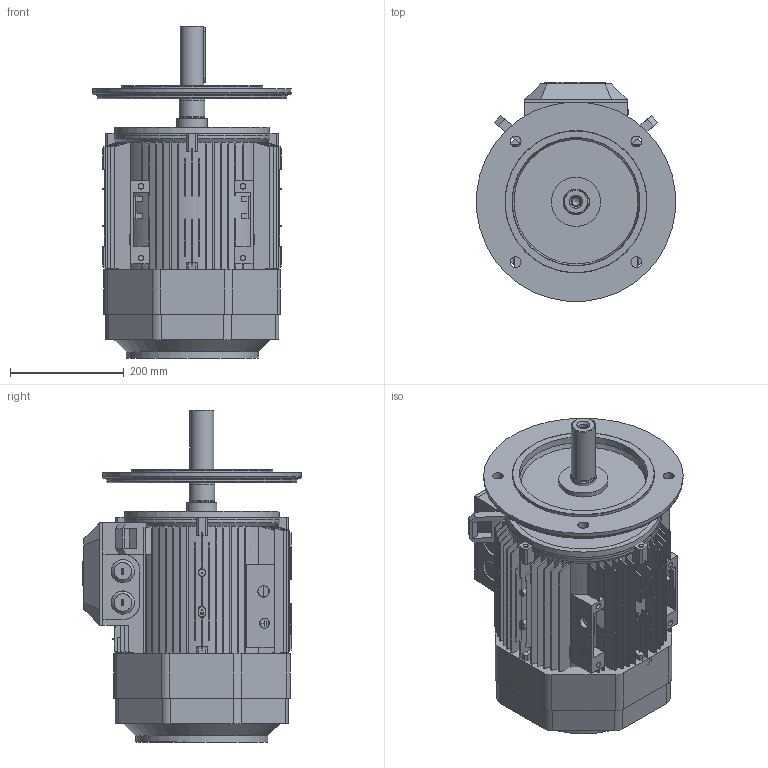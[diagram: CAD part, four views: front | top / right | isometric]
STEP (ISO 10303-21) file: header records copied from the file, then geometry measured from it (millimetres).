
FILE_DESCRIPTION(/* description */ (''),/* implementation_level */ '2;1');
FILE_NAME(/* name */ 'M2AA IE2 160 SHORT B5.stp',/* time_stamp */ '2015-07-07T10:46:15+02:00',/* author */ (''),/* organization */ (''),/* preprocessor_version */ 'ST-DEVELOPER v14',/* originating_system */ 'SIEMENS PLM Software NX 8.0',/* authorisation */ '');
FILE_SCHEMA (('AUTOMOTIVE_DESIGN { 1 0 10303 214 3 1 1 1 }'));
Products named in the file (1): M2AA IE2 160 SHORT B5_igs
Bounding box: 349.71 x 384.51 x 583.75 mm (x, y, z)
Volume: 16623942.6 mm3; surface area: 1762402.6 mm2
Topology: 15 solids, 1082 shells, 1266 faces, 5718 edges, 5455 vertices
Faces by surface type: plane 822, cone 191, cylinder 168, bspline 76, torus 9
Full cylindrical faces by diameter (mm): 6 x4, 6.8 x2, 8 x1, 8.4 x1, 8.5 x8, 13 x1, 14 x3, 16 x1, 16.4 x1, 17 x3, 17.6 x2, 19 x4, 20 x2, 25 x1, 40 x1, 40.4 x2, 41.4 x1, 42 x1, 42.5 x1, 44.4 x2, 45 x4, 53 x2, 86.511 x1, 232.314 x1, 250 x1, 258.274 x1, 335 x1
Entity records: 83761 total; most frequent: CARTESIAN_POINT 32478, DIRECTION 6953, ORIENTED_EDGE 6055, EDGE_CURVE 5601, VERTEX_POINT 5446, LINE 2989, VECTOR 2989, AXIS2_PLACEMENT_3D 1982
